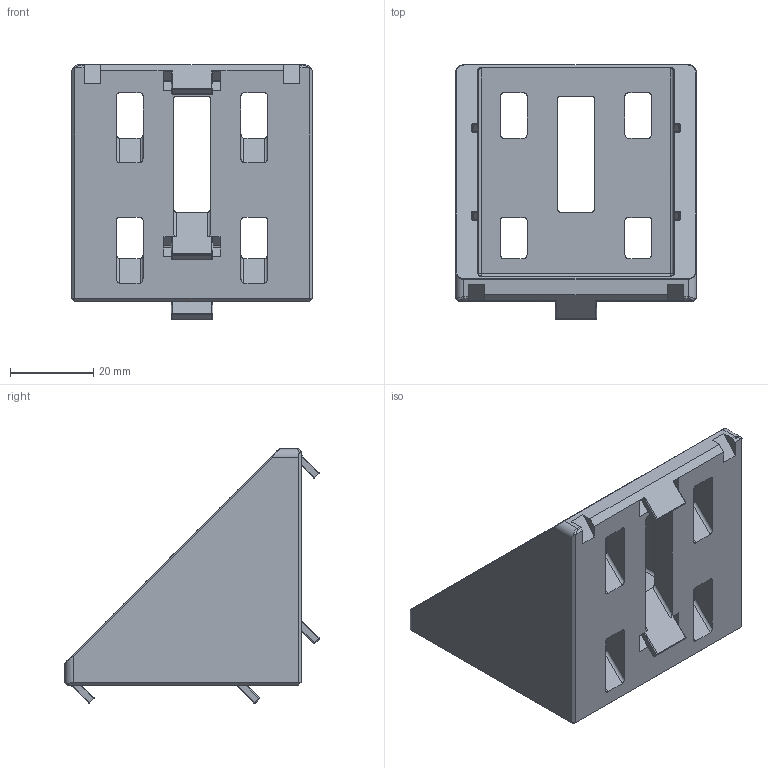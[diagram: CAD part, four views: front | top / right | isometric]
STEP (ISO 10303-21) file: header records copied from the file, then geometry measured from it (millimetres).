
FILE_DESCRIPTION (( 'STEP AP203' ), '1' );
FILE_NAME ('AL-310.0800A.03 Óãëîâîé ñîåäèíèòåëü 60x60 óíèâåðñàëüíûé, 30 ñåðèÿ.STEP', '2024-02-07T12:52:00', ( '' ), ( '' ), 'SwSTEP 2.0', 'SolidWorks 2021', '' );
FILE_SCHEMA (( 'CONFIG_CONTROL_DESIGN' ));
Length unit declared in the file: millimetre
Products named in the file (1): AL-310.0800A.03 Óãëîâîé ñîåäèíèòåëü 60x60 óíèâåðñàëüíûé, 30 ñåðèÿ
Bounding box: 58 x 61.34 x 61.34 mm (x, y, z)
Volume: 43825.7 mm3; surface area: 20142.5 mm2
Topology: 1 solids, 1 shells, 349 faces, 899 edges, 524 vertices
Faces by surface type: cylinder 153, plane 124, sphere 42, torus 18, bspline 12
Entity records: 10849 total; most frequent: CARTESIAN_POINT 2560, DIRECTION 1742, ORIENTED_EDGE 1732, EDGE_CURVE 866, AXIS2_PLACEMENT_3D 622, VERTEX_POINT 520, LINE 498, VECTOR 498
